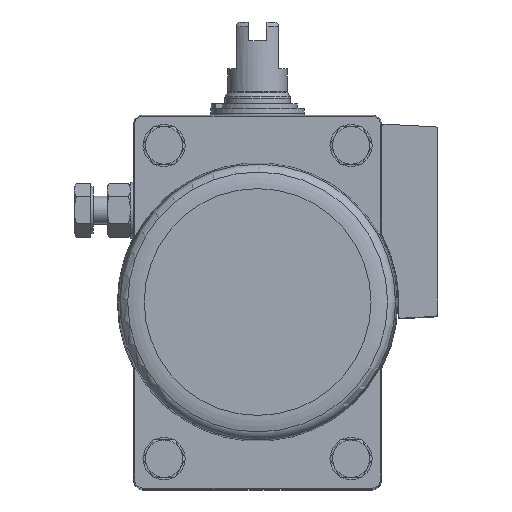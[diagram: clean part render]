
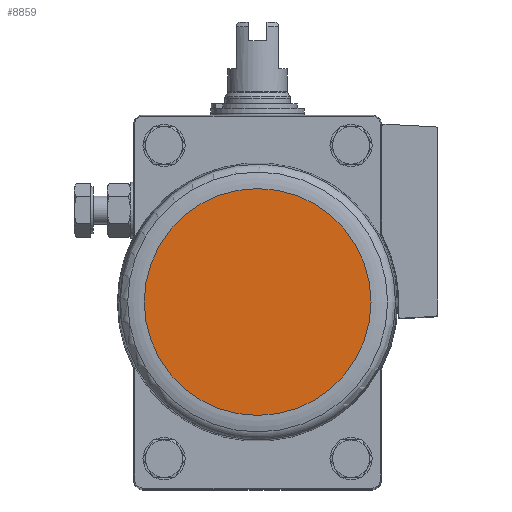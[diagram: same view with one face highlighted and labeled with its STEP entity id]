
A CAD part, top view. The second image highlights one B-rep face of the part: STEP entity #8859.
In plain terms, the highlighted planar face has unit normal (0, 0, 1).
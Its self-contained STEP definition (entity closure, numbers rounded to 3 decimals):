
#3112=ORIENTED_EDGE('',*,*,#4862,.T.);
#4862=EDGE_CURVE('',#5867,#5867,#6448,.T.);
#5867=VERTEX_POINT('',#14816);
#6448=CIRCLE('',#9773,24.25);
#7105=EDGE_LOOP('',(#3112));
#7896=FACE_BOUND('',#7105,.T.);
#8387=PLANE('',#9774);
#8859=ADVANCED_FACE('',(#7896),#8387,.F.);
#9773=AXIS2_PLACEMENT_3D('',#14815,#11772,#11773);
#9774=AXIS2_PLACEMENT_3D('',#14817,#11774,#11775);
#11772=DIRECTION('',(0.,0.,1.));
#11773=DIRECTION('',(1.,0.,0.));
#11774=DIRECTION('',(0.,0.,-1.));
#11775=DIRECTION('',(-1.,0.,0.));
#14815=CARTESIAN_POINT('',(0.,0.,66.65));
#14816=CARTESIAN_POINT('',(24.25,0.,66.65));
#14817=CARTESIAN_POINT('',(24.25,0.,66.65));
